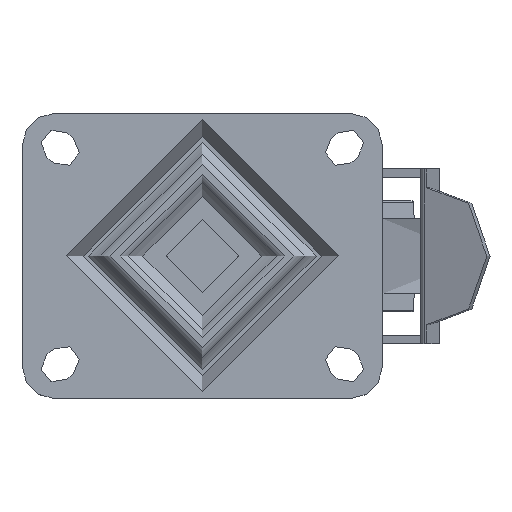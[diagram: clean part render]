
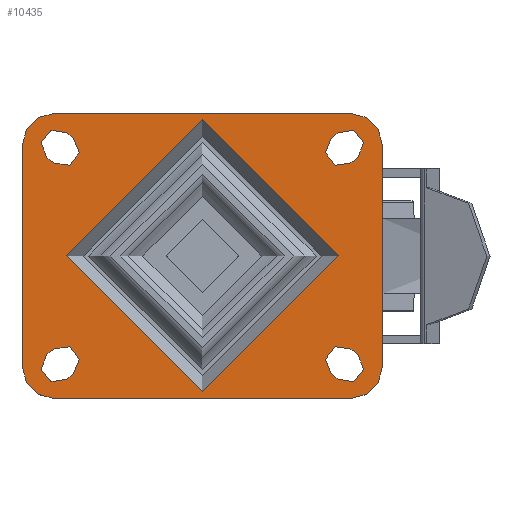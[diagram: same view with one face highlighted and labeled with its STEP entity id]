
A CAD part, top view. The second image highlights one B-rep face of the part: STEP entity #10435.
In plain terms, the highlighted planar face has unit normal (0, 0, 1).
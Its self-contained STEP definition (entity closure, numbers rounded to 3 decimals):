
#913=FACE_BOUND('',#2007,.T.);
#914=FACE_BOUND('',#2008,.T.);
#915=FACE_BOUND('',#2009,.T.);
#916=FACE_BOUND('',#2010,.T.);
#917=FACE_BOUND('',#2011,.T.);
#1031=PLANE('',#11353);
#1351=FACE_OUTER_BOUND('',#2006,.T.);
#2006=EDGE_LOOP('',(#7187,#7188,#7189,#7190,#7191,#7192,#7193,#7194));
#2007=EDGE_LOOP('',(#7195));
#2008=EDGE_LOOP('',(#7196,#7197,#7198,#7199));
#2009=EDGE_LOOP('',(#7200,#7201,#7202,#7203));
#2010=EDGE_LOOP('',(#7204,#7205,#7206,#7207));
#2011=EDGE_LOOP('',(#7208,#7209,#7210,#7211));
#2758=LINE('',#15560,#3371);
#2760=LINE('',#15568,#3373);
#2761=LINE('',#15573,#3374);
#2762=LINE('',#15577,#3375);
#2763=LINE('',#15579,#3376);
#2764=LINE('',#15580,#3377);
#2765=LINE('',#15581,#3378);
#2766=LINE('',#15582,#3379);
#2767=LINE('',#15583,#3380);
#2768=LINE('',#15584,#3381);
#2769=LINE('',#15585,#3382);
#2770=LINE('',#15586,#3383);
#3371=VECTOR('',#12596,1.);
#3373=VECTOR('',#12606,1.);
#3374=VECTOR('',#12611,1.);
#3375=VECTOR('',#12614,1.);
#3376=VECTOR('',#12617,1.);
#3377=VECTOR('',#12618,1.);
#3378=VECTOR('',#12619,1.);
#3379=VECTOR('',#12620,1.);
#3380=VECTOR('',#12621,1.);
#3381=VECTOR('',#12622,1.);
#3382=VECTOR('',#12623,1.);
#3383=VECTOR('',#12624,1.);
#3962=CIRCLE('',#11276,5.7);
#3963=CIRCLE('',#11278,5.7);
#3965=CIRCLE('',#11281,5.7);
#3968=CIRCLE('',#11285,5.7);
#3970=CIRCLE('',#11288,5.7);
#3971=CIRCLE('',#11290,5.7);
#3974=CIRCLE('',#11294,5.7);
#3975=CIRCLE('',#11296,5.7);
#3992=CIRCLE('',#11319,49.014);
#4012=CIRCLE('',#11354,12.);
#4013=CIRCLE('',#11355,12.);
#4014=CIRCLE('',#11356,12.);
#4015=CIRCLE('',#11357,12.);
#4499=VERTEX_POINT('',#15323);
#4500=VERTEX_POINT('',#15325);
#4501=VERTEX_POINT('',#15329);
#4502=VERTEX_POINT('',#15330);
#4505=VERTEX_POINT('',#15338);
#4506=VERTEX_POINT('',#15339);
#4511=VERTEX_POINT('',#15350);
#4512=VERTEX_POINT('',#15352);
#4515=VERTEX_POINT('',#15359);
#4516=VERTEX_POINT('',#15361);
#4517=VERTEX_POINT('',#15365);
#4518=VERTEX_POINT('',#15366);
#4523=VERTEX_POINT('',#15377);
#4524=VERTEX_POINT('',#15379);
#4525=VERTEX_POINT('',#15383);
#4526=VERTEX_POINT('',#15384);
#4539=VERTEX_POINT('',#15450);
#4556=VERTEX_POINT('',#15557);
#4557=VERTEX_POINT('',#15559);
#4558=VERTEX_POINT('',#15566);
#4559=VERTEX_POINT('',#15567);
#4560=VERTEX_POINT('',#15570);
#4561=VERTEX_POINT('',#15572);
#4562=VERTEX_POINT('',#15574);
#4563=VERTEX_POINT('',#15576);
#5509=EDGE_CURVE('',#4500,#4499,#3962,.T.);
#5511=EDGE_CURVE('',#4501,#4502,#3963,.T.);
#5515=EDGE_CURVE('',#4505,#4506,#3965,.T.);
#5521=EDGE_CURVE('',#4512,#4511,#3968,.T.);
#5525=EDGE_CURVE('',#4515,#4516,#3970,.T.);
#5527=EDGE_CURVE('',#4517,#4518,#3971,.T.);
#5533=EDGE_CURVE('',#4523,#4524,#3974,.T.);
#5535=EDGE_CURVE('',#4525,#4526,#3975,.T.);
#5556=EDGE_CURVE('',#4539,#4539,#3992,.T.);
#5581=EDGE_CURVE('',#4557,#4556,#2758,.T.);
#5583=EDGE_CURVE('',#4558,#4559,#2760,.T.);
#5584=EDGE_CURVE('',#4558,#4557,#4012,.T.);
#5585=EDGE_CURVE('',#4556,#4560,#4013,.T.);
#5586=EDGE_CURVE('',#4561,#4560,#2761,.T.);
#5587=EDGE_CURVE('',#4562,#4561,#4014,.T.);
#5588=EDGE_CURVE('',#4563,#4562,#2762,.T.);
#5589=EDGE_CURVE('',#4559,#4563,#4015,.T.);
#5590=EDGE_CURVE('',#4526,#4523,#2763,.T.);
#5591=EDGE_CURVE('',#4524,#4525,#2764,.T.);
#5592=EDGE_CURVE('',#4516,#4517,#2765,.T.);
#5593=EDGE_CURVE('',#4518,#4515,#2766,.T.);
#5594=EDGE_CURVE('',#4499,#4501,#2767,.T.);
#5595=EDGE_CURVE('',#4502,#4500,#2768,.T.);
#5596=EDGE_CURVE('',#4506,#4512,#2769,.T.);
#5597=EDGE_CURVE('',#4511,#4505,#2770,.T.);
#7187=ORIENTED_EDGE('',*,*,#5583,.F.);
#7188=ORIENTED_EDGE('',*,*,#5584,.T.);
#7189=ORIENTED_EDGE('',*,*,#5581,.T.);
#7190=ORIENTED_EDGE('',*,*,#5585,.T.);
#7191=ORIENTED_EDGE('',*,*,#5586,.F.);
#7192=ORIENTED_EDGE('',*,*,#5587,.F.);
#7193=ORIENTED_EDGE('',*,*,#5588,.F.);
#7194=ORIENTED_EDGE('',*,*,#5589,.F.);
#7195=ORIENTED_EDGE('',*,*,#5556,.F.);
#7196=ORIENTED_EDGE('',*,*,#5533,.F.);
#7197=ORIENTED_EDGE('',*,*,#5590,.F.);
#7198=ORIENTED_EDGE('',*,*,#5535,.F.);
#7199=ORIENTED_EDGE('',*,*,#5591,.F.);
#7200=ORIENTED_EDGE('',*,*,#5527,.F.);
#7201=ORIENTED_EDGE('',*,*,#5592,.F.);
#7202=ORIENTED_EDGE('',*,*,#5525,.F.);
#7203=ORIENTED_EDGE('',*,*,#5593,.F.);
#7204=ORIENTED_EDGE('',*,*,#5509,.T.);
#7205=ORIENTED_EDGE('',*,*,#5594,.T.);
#7206=ORIENTED_EDGE('',*,*,#5511,.T.);
#7207=ORIENTED_EDGE('',*,*,#5595,.T.);
#7208=ORIENTED_EDGE('',*,*,#5515,.T.);
#7209=ORIENTED_EDGE('',*,*,#5596,.T.);
#7210=ORIENTED_EDGE('',*,*,#5521,.T.);
#7211=ORIENTED_EDGE('',*,*,#5597,.T.);
#10435=ADVANCED_FACE('',(#1351,#913,#914,#915,#916,#917),#1031,.F.);
#11276=AXIS2_PLACEMENT_3D('',#15326,#12426,#12427);
#11278=AXIS2_PLACEMENT_3D('',#15331,#12431,#12432);
#11281=AXIS2_PLACEMENT_3D('',#15340,#12439,#12440);
#11285=AXIS2_PLACEMENT_3D('',#15353,#12450,#12451);
#11288=AXIS2_PLACEMENT_3D('',#15362,#12458,#12459);
#11290=AXIS2_PLACEMENT_3D('',#15367,#12463,#12464);
#11294=AXIS2_PLACEMENT_3D('',#15380,#12474,#12475);
#11296=AXIS2_PLACEMENT_3D('',#15385,#12479,#12480);
#11319=AXIS2_PLACEMENT_3D('',#15452,#12529,#12530);
#11353=AXIS2_PLACEMENT_3D('',#15565,#12604,#12605);
#11354=AXIS2_PLACEMENT_3D('',#15569,#12607,#12608);
#11355=AXIS2_PLACEMENT_3D('',#15571,#12609,#12610);
#11356=AXIS2_PLACEMENT_3D('',#15575,#12612,#12613);
#11357=AXIS2_PLACEMENT_3D('',#15578,#12615,#12616);
#12426=DIRECTION('center_axis',(0.,0.,-1.));
#12427=DIRECTION('ref_axis',(1.,0.,0.));
#12431=DIRECTION('center_axis',(0.,0.,-1.));
#12432=DIRECTION('ref_axis',(1.,0.,0.));
#12439=DIRECTION('center_axis',(0.,0.,-1.));
#12440=DIRECTION('ref_axis',(1.,0.,0.));
#12450=DIRECTION('center_axis',(0.,0.,-1.));
#12451=DIRECTION('ref_axis',(1.,0.,0.));
#12458=DIRECTION('center_axis',(0.,0.,1.));
#12459=DIRECTION('ref_axis',(1.,0.,0.));
#12463=DIRECTION('center_axis',(0.,0.,1.));
#12464=DIRECTION('ref_axis',(1.,0.,0.));
#12474=DIRECTION('center_axis',(0.,0.,1.));
#12475=DIRECTION('ref_axis',(1.,0.,0.));
#12479=DIRECTION('center_axis',(0.,0.,1.));
#12480=DIRECTION('ref_axis',(1.,0.,0.));
#12529=DIRECTION('center_axis',(0.,0.,1.));
#12530=DIRECTION('ref_axis',(-1.,0.,0.));
#12596=DIRECTION('',(1.,0.,0.));
#12604=DIRECTION('center_axis',(0.,0.,-1.));
#12605=DIRECTION('ref_axis',(0.,-1.,0.));
#12606=DIRECTION('',(0.,1.,0.));
#12607=DIRECTION('center_axis',(0.,0.,1.));
#12608=DIRECTION('ref_axis',(1.,0.,0.));
#12609=DIRECTION('center_axis',(0.,0.,1.));
#12610=DIRECTION('ref_axis',(1.,0.,0.));
#12611=DIRECTION('',(0.,-1.,0.));
#12612=DIRECTION('center_axis',(0.,0.,-1.));
#12613=DIRECTION('ref_axis',(1.,0.,0.));
#12614=DIRECTION('',(1.,0.,0.));
#12615=DIRECTION('center_axis',(0.,0.,-1.));
#12616=DIRECTION('ref_axis',(1.,0.,0.));
#12617=DIRECTION('',(-0.781,-0.625,0.));
#12618=DIRECTION('',(0.781,0.625,0.));
#12619=DIRECTION('',(0.781,-0.625,0.));
#12620=DIRECTION('',(-0.781,0.625,0.));
#12621=DIRECTION('',(0.781,-0.625,0.));
#12622=DIRECTION('',(-0.781,0.625,0.));
#12623=DIRECTION('',(-0.781,-0.625,0.));
#12624=DIRECTION('',(0.781,0.625,0.));
#15323=CARTESIAN_POINT('',(-27.536,161.729,0.));
#15325=CARTESIAN_POINT('',(-34.657,152.827,0.));
#15326=CARTESIAN_POINT('Origin',(-31.097,157.278,0.));
#15329=CARTESIAN_POINT('',(-25.036,159.729,0.));
#15330=CARTESIAN_POINT('',(-32.157,150.827,0.));
#15331=CARTESIAN_POINT('Origin',(-28.597,155.278,0.));
#15338=CARTESIAN_POINT('',(-134.657,161.729,0.));
#15339=CARTESIAN_POINT('',(-127.536,152.827,0.));
#15340=CARTESIAN_POINT('Origin',(-131.097,157.278,0.));
#15350=CARTESIAN_POINT('',(-137.157,159.729,0.));
#15352=CARTESIAN_POINT('',(-130.036,150.827,0.));
#15353=CARTESIAN_POINT('Origin',(-133.597,155.278,0.));
#15359=CARTESIAN_POINT('',(-130.036,239.729,0.));
#15361=CARTESIAN_POINT('',(-137.157,230.827,0.));
#15362=CARTESIAN_POINT('Origin',(-133.597,235.278,0.));
#15365=CARTESIAN_POINT('',(-134.657,228.827,0.));
#15366=CARTESIAN_POINT('',(-127.536,237.729,0.));
#15367=CARTESIAN_POINT('Origin',(-131.097,233.278,0.));
#15377=CARTESIAN_POINT('',(-34.657,237.729,0.));
#15379=CARTESIAN_POINT('',(-27.536,228.827,0.));
#15380=CARTESIAN_POINT('Origin',(-31.097,233.278,0.));
#15383=CARTESIAN_POINT('',(-25.036,230.827,0.));
#15384=CARTESIAN_POINT('',(-32.157,239.729,0.));
#15385=CARTESIAN_POINT('Origin',(-28.597,235.278,0.));
#15450=CARTESIAN_POINT('',(-130.11,195.278,0.));
#15452=CARTESIAN_POINT('Origin',(-81.097,195.278,0.));
#15557=CARTESIAN_POINT('',(-28.097,143.778,0.));
#15559=CARTESIAN_POINT('',(-134.097,143.778,0.));
#15560=CARTESIAN_POINT('',(-81.097,143.778,0.));
#15565=CARTESIAN_POINT('Origin',(-130.11,195.278,0.));
#15566=CARTESIAN_POINT('',(-146.097,155.778,0.));
#15567=CARTESIAN_POINT('',(-146.097,234.778,0.));
#15568=CARTESIAN_POINT('',(-146.097,195.278,0.));
#15569=CARTESIAN_POINT('Origin',(-134.097,155.778,0.));
#15570=CARTESIAN_POINT('',(-16.097,155.778,0.));
#15571=CARTESIAN_POINT('Origin',(-28.097,155.778,0.));
#15572=CARTESIAN_POINT('',(-16.097,234.778,0.));
#15573=CARTESIAN_POINT('',(-16.097,234.778,0.));
#15574=CARTESIAN_POINT('',(-28.097,246.778,0.));
#15575=CARTESIAN_POINT('Origin',(-28.097,234.778,0.));
#15576=CARTESIAN_POINT('',(-134.097,246.778,0.));
#15577=CARTESIAN_POINT('',(-81.097,246.778,0.));
#15578=CARTESIAN_POINT('Origin',(-134.097,234.778,0.));
#15579=CARTESIAN_POINT('',(-32.157,239.729,0.));
#15580=CARTESIAN_POINT('',(-27.536,228.827,0.));
#15581=CARTESIAN_POINT('',(-137.157,230.827,0.));
#15582=CARTESIAN_POINT('',(-127.536,237.729,0.));
#15583=CARTESIAN_POINT('',(-27.536,161.729,0.));
#15584=CARTESIAN_POINT('',(-32.157,150.827,0.));
#15585=CARTESIAN_POINT('',(-127.536,152.827,0.));
#15586=CARTESIAN_POINT('',(-137.157,159.729,0.));
